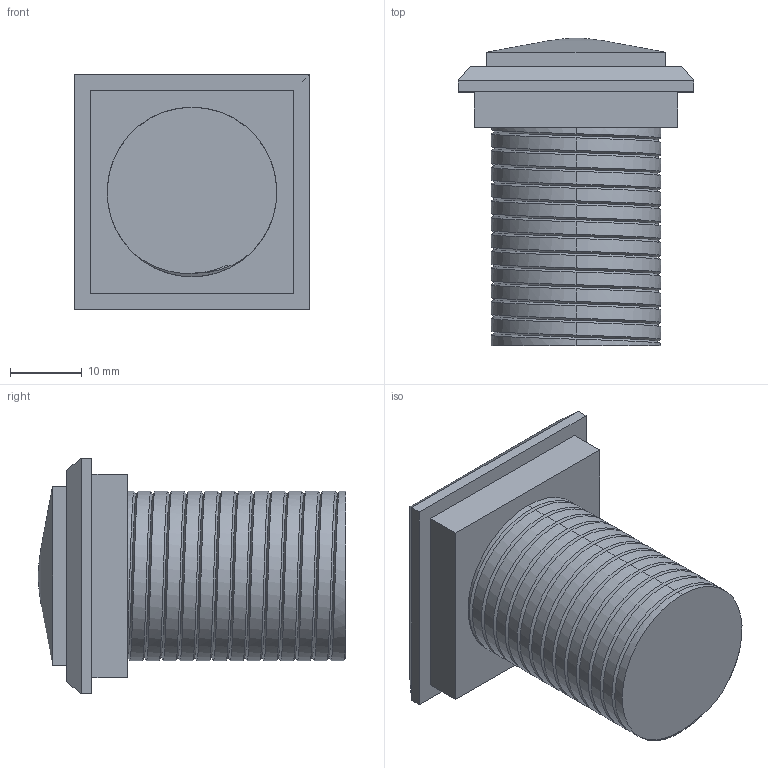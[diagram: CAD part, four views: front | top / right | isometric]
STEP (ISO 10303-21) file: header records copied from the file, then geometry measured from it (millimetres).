
FILE_DESCRIPTION (( 'STEP AP203' ), '1' );
FILE_NAME ('pulsador.STEP', '2022-02-14T17:49:37', ( '' ), ( '' ), 'SwSTEP 2.0', 'SolidWorks 2019', '' );
FILE_SCHEMA (( 'CONFIG_CONTROL_DESIGN' ));
Length unit declared in the file: millimetre
Products named in the file (1): pulsador
Bounding box: 33 x 43 x 33 mm (x, y, z)
Volume: 22783.4 mm3; surface area: 6081.1 mm2
Topology: 1 solids, 1 shells, 51 faces, 134 edges, 88 vertices
Faces by surface type: cylinder 28, plane 20, bspline 3
Entity records: 3454 total; most frequent: CARTESIAN_POINT 2295, ORIENTED_EDGE 268, DIRECTION 177, EDGE_CURVE 134, VERTEX_POINT 88, LINE 71, VECTOR 71, EDGE_LOOP 54
